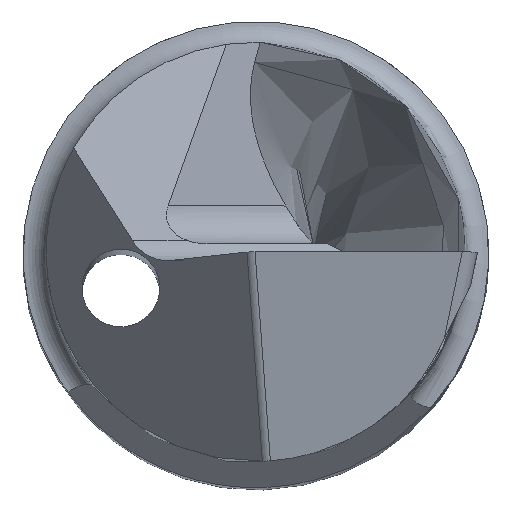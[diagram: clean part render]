
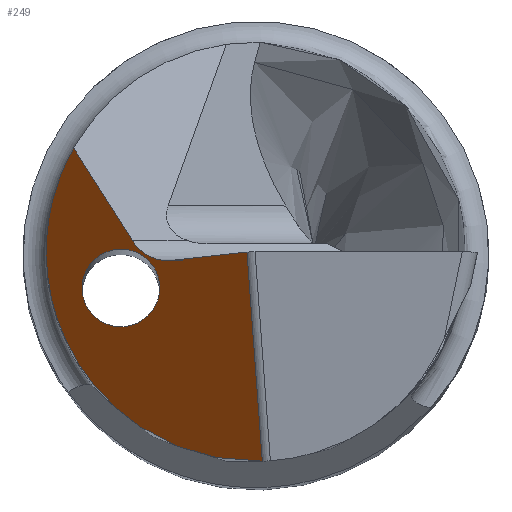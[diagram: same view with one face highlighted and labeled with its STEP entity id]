
A CAD part, top view. The second image highlights one B-rep face of the part: STEP entity #249.
In plain terms, the highlighted planar face has unit normal (-0.696, -0.174, 0.696).
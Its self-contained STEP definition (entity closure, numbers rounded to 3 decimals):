
#21 = DIRECTION ( 'NONE',  ( -0.696, -0.174, 0.696 ) ) ;
#22 = CARTESIAN_POINT ( 'NONE',  ( -1.012, -1.315, 40.725 ) ) ;
#27 = DIRECTION ( 'NONE',  ( -0.509, 0.804, -0.308 ) ) ;
#55 = LINE ( 'NONE', #876, #982 ) ;
#132 = CARTESIAN_POINT ( 'NONE',  ( -1.588, 0.139, 40.511 ) ) ;
#162 = CARTESIAN_POINT ( 'NONE',  ( 0.082, -2.699, 41.474 ) ) ;
#175 = DIRECTION ( 'NONE',  ( -0.072, 0.982, 0.173 ) ) ;
#249 = ADVANCED_FACE ( 'NONE', ( #371, #842 ), #1418, .T. ) ;
#262 = VERTEX_POINT ( 'NONE', #827 ) ;
#266 = ORIENTED_EDGE ( 'NONE', *, *, #541, .T. ) ;
#275 = ORIENTED_EDGE ( 'NONE', *, *, #527, .T. ) ;
#277 = CARTESIAN_POINT ( 'NONE',  ( -1.495, 0.625, 40.725 ) ) ;
#294 = VERTEX_POINT ( 'NONE', #850 ) ;
#305 = VERTEX_POINT ( 'NONE', #162 ) ;
#359 = ORIENTED_EDGE ( 'NONE', *, *, #429, .T. ) ;
#364 = CARTESIAN_POINT ( 'NONE',  ( -0.034, 0.1, 42.056 ) ) ;
#370 = CARTESIAN_POINT ( 'NONE',  ( -2.346, 1.336, 40.052 ) ) ;
#371 = FACE_BOUND ( 'NONE', #996, .T. ) ;
#381 = CARTESIAN_POINT ( 'NONE',  ( -1.109, -0.115, 40.926 ) ) ;
#385 = EDGE_CURVE ( 'NONE', #294, #443, #613, .T. ) ;
#396 = CARTESIAN_POINT ( 'NONE',  ( -0.124, 0.109, 41.968 ) ) ;
#429 = EDGE_CURVE ( 'NONE', #1163, #294, #723, .T. ) ;
#443 = VERTEX_POINT ( 'NONE', #866 ) ;
#495 = DIRECTION ( 'NONE',  ( 0.707, 0., 0.707 ) ) ;
#496 = CARTESIAN_POINT ( 'NONE',  ( -2.466, 0.383, 39.694 ) ) ;
#513 = AXIS2_PLACEMENT_3D ( 'NONE', #364, #21, #495 ) ;
#518 = CARTESIAN_POINT ( 'NONE',  ( -1.109, -0.115, 40.926 ) ) ;
#527 = EDGE_CURVE ( 'NONE', #305, #262, #977, .T. ) ;
#541 = EDGE_CURVE ( 'NONE', #1155, #1155, #736, .T. ) ;
#578 = EDGE_CURVE ( 'NONE', #262, #1163, #55, .T. ) ;
#613 = LINE ( 'NONE', #1109, #1472 ) ;
#637 = CARTESIAN_POINT ( 'NONE',  ( -2.224, -0.587, 39.694 ) ) ;
#646 = EDGE_LOOP ( 'NONE', ( #359, #1477, #1281, #275, #1027 ) ) ;
#654 = VECTOR ( 'NONE', #175, 1000. ) ;
#723 =( BOUNDED_CURVE ( )  B_SPLINE_CURVE ( 3, ( #518, #1423, #1323, #132 ),
 .UNSPECIFIED., .F., .T. ) 
 B_SPLINE_CURVE_WITH_KNOTS ( ( 4, 4 ),
 ( 1.222, 2.531 ),
 .UNSPECIFIED. ) 
 CURVE ( )  GEOMETRIC_REPRESENTATION_ITEM ( )  RATIONAL_B_SPLINE_CURVE ( ( 1., 0.862, 0.862, 1. ) ) 
 REPRESENTATION_ITEM ( '' )  );
#727 = CARTESIAN_POINT ( 'NONE',  ( 0.082, -2.699, 41.474 ) ) ;
#736 =( BOUNDED_CURVE ( )  B_SPLINE_CURVE ( 3, ( #869, #496, #277, #1226, #22, #1443, #637 ),
 .UNSPECIFIED., .T., .T. ) 
 B_SPLINE_CURVE_WITH_KNOTS ( ( 4, 3, 4 ),
 ( 0., 3.142, 6.283 ),
 .UNSPECIFIED. ) 
 CURVE ( )  GEOMETRIC_REPRESENTATION_ITEM ( )  RATIONAL_B_SPLINE_CURVE ( ( 1., 0.333, 0.333, 1., 0.333, 0.333, 1. ) ) 
 REPRESENTATION_ITEM ( '' )  );
#775 = CARTESIAN_POINT ( 'NONE',  ( -2.224, -0.587, 39.694 ) ) ;
#827 = CARTESIAN_POINT ( 'NONE',  ( -0.115, -0.008, 41.947 ) ) ;
#842 = FACE_OUTER_BOUND ( 'NONE', #646, .T. ) ;
#848 = CARTESIAN_POINT ( 'NONE',  ( -2.297, -2.771, 39.076 ) ) ;
#850 = CARTESIAN_POINT ( 'NONE',  ( -1.588, 0.139, 40.511 ) ) ;
#866 = CARTESIAN_POINT ( 'NONE',  ( -2.346, 1.336, 40.052 ) ) ;
#869 = CARTESIAN_POINT ( 'NONE',  ( -2.224, -0.587, 39.694 ) ) ;
#876 = CARTESIAN_POINT ( 'NONE',  ( -0.016, 0.003, 42.049 ) ) ;
#977 = LINE ( 'NONE', #396, #654 ) ;
#982 = VECTOR ( 'NONE', #1434, 1000. ) ;
#991 = EDGE_CURVE ( 'NONE', #305, #443, #1458, .T. ) ;
#996 = EDGE_LOOP ( 'NONE', ( #266 ) ) ;
#1027 = ORIENTED_EDGE ( 'NONE', *, *, #578, .T. ) ;
#1109 = CARTESIAN_POINT ( 'NONE',  ( -0.927, -0.905, 40.912 ) ) ;
#1155 = VERTEX_POINT ( 'NONE', #775 ) ;
#1163 = VERTEX_POINT ( 'NONE', #381 ) ;
#1226 = CARTESIAN_POINT ( 'NONE',  ( -1.254, -0.345, 40.725 ) ) ;
#1281 = ORIENTED_EDGE ( 'NONE', *, *, #991, .F. ) ;
#1317 = CARTESIAN_POINT ( 'NONE',  ( -3.524, -0.732, 38.358 ) ) ;
#1323 = CARTESIAN_POINT ( 'NONE',  ( -1.477, -0.036, 40.579 ) ) ;
#1418 = PLANE ( 'NONE',  #513 ) ;
#1423 = CARTESIAN_POINT ( 'NONE',  ( -1.292, -0.135, 40.739 ) ) ;
#1434 = DIRECTION ( 'NONE',  ( -0.696, -0.075, -0.714 ) ) ;
#1443 = CARTESIAN_POINT ( 'NONE',  ( -1.982, -1.557, 39.694 ) ) ;
#1458 =( BOUNDED_CURVE ( )  B_SPLINE_CURVE ( 3, ( #727, #848, #1317, #370 ),
 .UNSPECIFIED., .F., .T. ) 
 B_SPLINE_CURVE_WITH_KNOTS ( ( 4, 4 ),
 ( 4.926, 7.045 ),
 .UNSPECIFIED. ) 
 CURVE ( )  GEOMETRIC_REPRESENTATION_ITEM ( )  RATIONAL_B_SPLINE_CURVE ( ( 1., 0.66, 0.66, 1. ) ) 
 REPRESENTATION_ITEM ( '' )  );
#1472 = VECTOR ( 'NONE', #27, 1000. ) ;
#1477 = ORIENTED_EDGE ( 'NONE', *, *, #385, .T. ) ;
